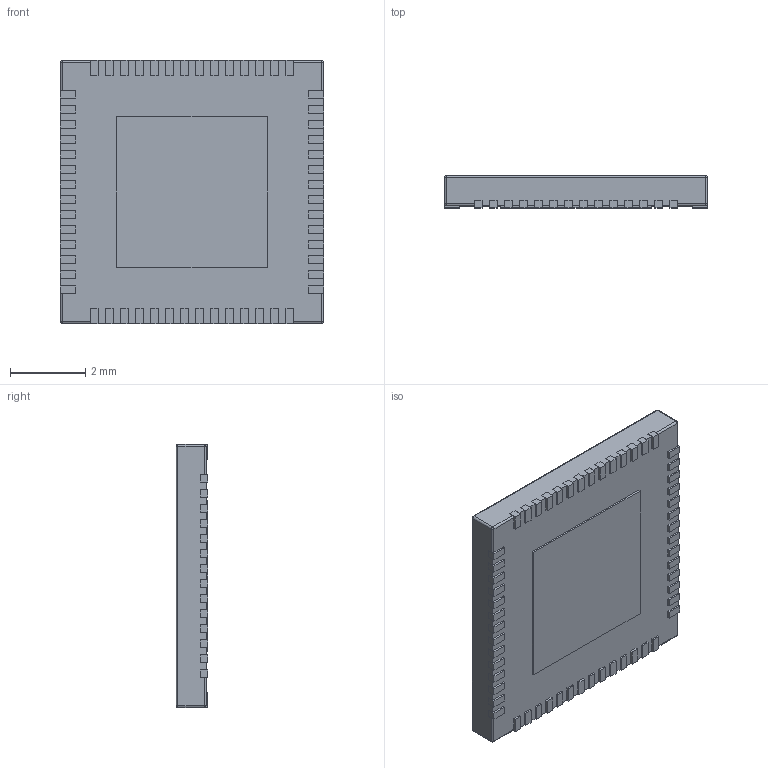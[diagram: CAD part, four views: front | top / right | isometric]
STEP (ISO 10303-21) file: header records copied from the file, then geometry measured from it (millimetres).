
FILE_DESCRIPTION(/* description */ (''),/* implementation_level */ '2;1');
FILE_NAME(/* name */ 'QFN56_7X7_EP.step',/* time_stamp */ '2022-09-15T23:07:16-07:00',/* author */ (''),/* organization */ (''),/* preprocessor_version */ 'ST-DEVELOPER v19',/* originating_system */ 'Autodesk Translation Framework v11.7.0.108',/* authorisation */ '');
FILE_SCHEMA (('AUTOMOTIVE_DESIGN { 1 0 10303 214 3 1 1 }'));
Length unit declared in the file: millimetre
Products named in the file (1): QFN56_7X7_EP
Bounding box: 7 x 0.85 x 7 mm (x, y, z)
Volume: 40.2 mm3; surface area: 186.9 mm2
Topology: 59 solids, 59 shells, 606 faces, 1434 edges, 948 vertices
Faces by surface type: plane 580, cylinder 18, sphere 8
Full cylindrical faces by diameter (mm): 0.25 x2
Entity records: 17053 total; most frequent: CARTESIAN_POINT 2989, ORIENTED_EDGE 2868, DIRECTION 2684, EDGE_CURVE 1434, LINE 1398, VECTOR 1398, VERTEX_POINT 948, AXIS2_PLACEMENT_3D 643
